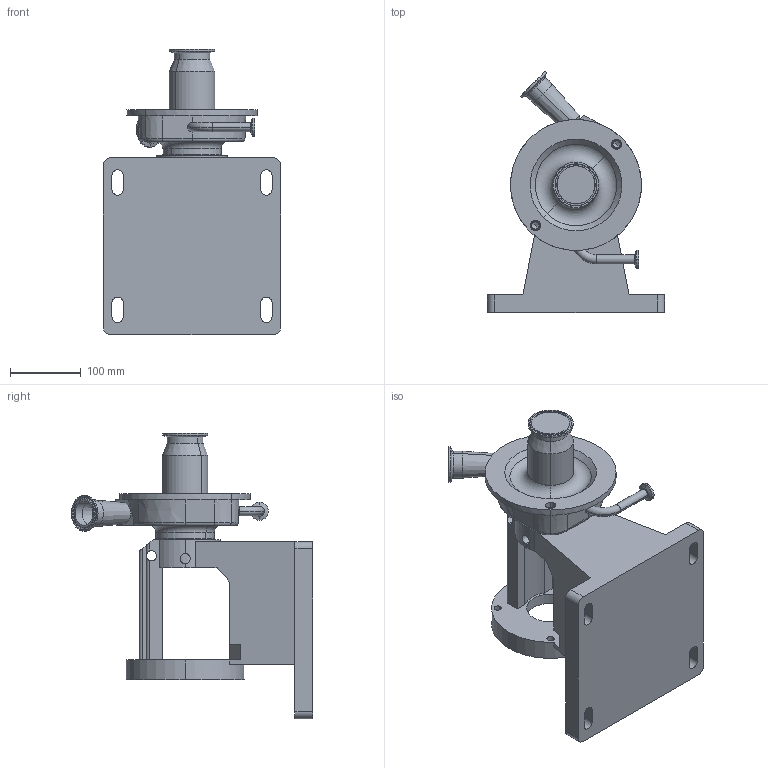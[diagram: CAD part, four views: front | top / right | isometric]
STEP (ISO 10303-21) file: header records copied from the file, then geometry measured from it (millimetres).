
FILE_DESCRIPTION (( 'STEP AP214' ), '1' );
FILE_NAME ('FP 710 140TC 45L 1-2 In ELBOW RIGHT.STEP', '2010-03-02T19:20:15', ( ' ' ), ( '' ), 'SwSTEP 2.0', 'SolidWorks 2010', '' );
FILE_SCHEMA (( 'AUTOMOTIVE_DESIGN' ));
Length unit declared in the file: millimetre
Products named in the file (2): FP 710 140TC 45L 1-2 In ELBOW RIGHT^1275000103; FP 710 140TC 45L 1-2 In ELBOW RIGHT
Assembly tree (1 placements, depth 2):
  FP 710 140TC 45L 1-2 In ELBOW RIGHT
    FP 710 140TC 45L 1-2 In ELBOW RIGHT^1275000103
Bounding box: 250 x 340.65 x 403 mm (x, y, z)
Volume: 5850599.4 mm3; surface area: 478221.6 mm2
Topology: 1 solids, 2 shells, 288 faces, 742 edges, 462 vertices
Faces by surface type: cylinder 117, plane 87, cone 45, torus 37, bspline 2
Entity records: 9758 total; most frequent: CARTESIAN_POINT 2430, DIRECTION 1641, ORIENTED_EDGE 1476, EDGE_CURVE 738, AXIS2_PLACEMENT_3D 646, VERTEX_POINT 462, CIRCLE 356, VECTOR 349
